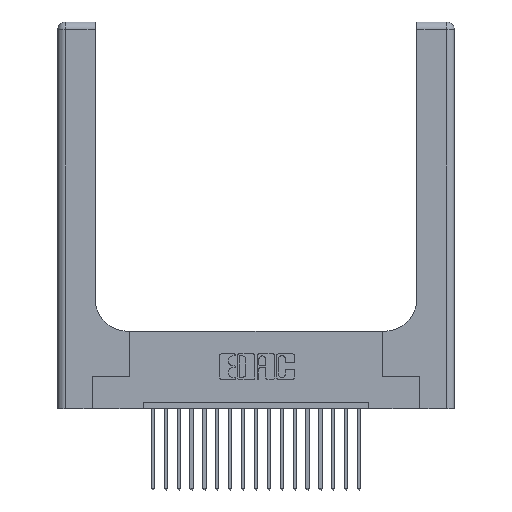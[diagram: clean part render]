
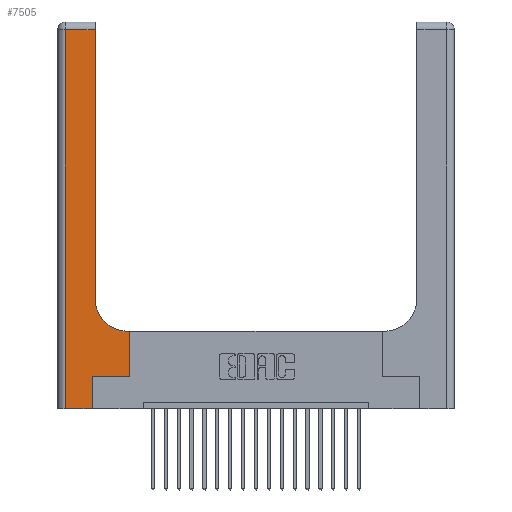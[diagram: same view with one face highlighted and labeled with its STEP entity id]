
A CAD part, top view. The second image highlights one B-rep face of the part: STEP entity #7505.
In plain terms, the highlighted planar face has unit normal (0, 0, 1).
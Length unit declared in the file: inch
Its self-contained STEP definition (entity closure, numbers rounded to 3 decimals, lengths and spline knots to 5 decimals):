
#66 = CARTESIAN_POINT ( 'NONE',  ( 0.5585, 0.25, 0.37 ) ) ;
#341 = VECTOR ( 'NONE', #4087, 39.37008 ) ;
#595 = LINE ( 'NONE', #17237, #341 ) ;
#1255 = VERTEX_POINT ( 'NONE', #12502 ) ;
#1279 = VECTOR ( 'NONE', #14731, 39.37008 ) ;
#1352 = PLANE ( 'NONE',  #8629 ) ;
#1554 = EDGE_LOOP ( 'NONE', ( #15530, #14913, #17723, #9377, #10084, #9118, #15777, #3893, #8866 ) ) ;
#1681 = CARTESIAN_POINT ( 'NONE',  ( 0.5585, 0.25, 0.37 ) ) ;
#1842 = EDGE_CURVE ( 'NONE', #1255, #17312, #4160, .T. ) ;
#2373 = EDGE_CURVE ( 'NONE', #8161, #9494, #19686, .T. ) ;
#2809 = VERTEX_POINT ( 'NONE', #15773 ) ;
#3893 = ORIENTED_EDGE ( 'NONE', *, *, #6007, .T. ) ;
#4087 = DIRECTION ( 'NONE',  ( 1., 0., 0. ) ) ;
#4160 = LINE ( 'NONE', #18119, #6233 ) ;
#4357 = LINE ( 'NONE', #12524, #10816 ) ;
#4542 = DIRECTION ( 'NONE',  ( -1., 0., 0. ) ) ;
#4724 = DIRECTION ( 'NONE',  ( -1., 0., 0. ) ) ;
#4903 = EDGE_CURVE ( 'NONE', #15469, #8161, #15004, .T. ) ;
#5027 = CARTESIAN_POINT ( 'NONE',  ( 0.269, 0.25, 0.37 ) ) ;
#5100 = DIRECTION ( 'NONE',  ( 1., 0., 0. ) ) ;
#5396 = AXIS2_PLACEMENT_3D ( 'NONE', #18869, #17494, #10712 ) ;
#5562 = CARTESIAN_POINT ( 'NONE',  ( 0.2915, 0.85, 0.37 ) ) ;
#5818 = EDGE_CURVE ( 'NONE', #17312, #17382, #11858, .T. ) ;
#6007 = EDGE_CURVE ( 'NONE', #2809, #9905, #4357, .T. ) ;
#6233 = VECTOR ( 'NONE', #21356, 39.37008 ) ;
#6454 = CARTESIAN_POINT ( 'NONE',  ( 0.06, 0., 0.37 ) ) ;
#7505 = ADVANCED_FACE ( 'NONE', ( #8967 ), #1352, .F. ) ;
#8161 = VERTEX_POINT ( 'NONE', #20474 ) ;
#8629 = AXIS2_PLACEMENT_3D ( 'NONE', #19394, #16174, #4542 ) ;
#8866 = ORIENTED_EDGE ( 'NONE', *, *, #18739, .T. ) ;
#8967 = FACE_OUTER_BOUND ( 'NONE', #1554, .T. ) ;
#9118 = ORIENTED_EDGE ( 'NONE', *, *, #5818, .T. ) ;
#9377 = ORIENTED_EDGE ( 'NONE', *, *, #12093, .T. ) ;
#9494 = VERTEX_POINT ( 'NONE', #15404 ) ;
#9905 = VERTEX_POINT ( 'NONE', #17495 ) ;
#9932 = DIRECTION ( 'NONE',  ( 0., 1., 0. ) ) ;
#10084 = ORIENTED_EDGE ( 'NONE', *, *, #1842, .T. ) ;
#10312 = VECTOR ( 'NONE', #5100, 39.37008 ) ;
#10420 = CARTESIAN_POINT ( 'NONE',  ( 0.2915, 3., 0.37 ) ) ;
#10712 = DIRECTION ( 'NONE',  ( 1., 0., 0. ) ) ;
#10816 = VECTOR ( 'NONE', #19142, 39.37008 ) ;
#11858 = LINE ( 'NONE', #5027, #10312 ) ;
#11976 = VECTOR ( 'NONE', #4724, 39.37008 ) ;
#12093 = EDGE_CURVE ( 'NONE', #20855, #1255, #595, .T. ) ;
#12502 = CARTESIAN_POINT ( 'NONE',  ( 0.269, 0., 0.37 ) ) ;
#12524 = CARTESIAN_POINT ( 'NONE',  ( 0.2915, 0.6, 0.37 ) ) ;
#12686 = LINE ( 'NONE', #13078, #1279 ) ;
#12937 = VECTOR ( 'NONE', #18570, 39.37008 ) ;
#13078 = CARTESIAN_POINT ( 'NONE',  ( 0.06, 3., 0.37 ) ) ;
#13379 = CARTESIAN_POINT ( 'NONE',  ( 0.269, 0.25, 0.37 ) ) ;
#14182 = EDGE_CURVE ( 'NONE', #9494, #20855, #12686, .T. ) ;
#14731 = DIRECTION ( 'NONE',  ( 0., -1., 0. ) ) ;
#14913 = ORIENTED_EDGE ( 'NONE', *, *, #2373, .T. ) ;
#15004 = LINE ( 'NONE', #10420, #12937 ) ;
#15404 = CARTESIAN_POINT ( 'NONE',  ( 0.06, 2.94, 0.37 ) ) ;
#15469 = VERTEX_POINT ( 'NONE', #5562 ) ;
#15530 = ORIENTED_EDGE ( 'NONE', *, *, #4903, .T. ) ;
#15773 = CARTESIAN_POINT ( 'NONE',  ( 0.5585, 0.6, 0.37 ) ) ;
#15777 = ORIENTED_EDGE ( 'NONE', *, *, #16626, .T. ) ;
#16174 = DIRECTION ( 'NONE',  ( 0., 0., -1. ) ) ;
#16366 = CIRCLE ( 'NONE', #5396, 0.25 ) ;
#16626 = EDGE_CURVE ( 'NONE', #17382, #2809, #20316, .T. ) ;
#17237 = CARTESIAN_POINT ( 'NONE',  ( 0., 0., 0.37 ) ) ;
#17312 = VERTEX_POINT ( 'NONE', #13379 ) ;
#17382 = VERTEX_POINT ( 'NONE', #66 ) ;
#17494 = DIRECTION ( 'NONE',  ( 0., 0., -1. ) ) ;
#17495 = CARTESIAN_POINT ( 'NONE',  ( 0.5415, 0.6, 0.37 ) ) ;
#17723 = ORIENTED_EDGE ( 'NONE', *, *, #14182, .T. ) ;
#18003 = CARTESIAN_POINT ( 'NONE',  ( 0., 2.94, 0.37 ) ) ;
#18119 = CARTESIAN_POINT ( 'NONE',  ( 0.269, 0., 0.37 ) ) ;
#18570 = DIRECTION ( 'NONE',  ( 0., 1., 0. ) ) ;
#18739 = EDGE_CURVE ( 'NONE', #9905, #15469, #16366, .T. ) ;
#18869 = CARTESIAN_POINT ( 'NONE',  ( 0.5415, 0.85, 0.37 ) ) ;
#19142 = DIRECTION ( 'NONE',  ( -1., 0., 0. ) ) ;
#19394 = CARTESIAN_POINT ( 'NONE',  ( 0., 3., 0.37 ) ) ;
#19686 = LINE ( 'NONE', #18003, #11976 ) ;
#20316 = LINE ( 'NONE', #1681, #20563 ) ;
#20474 = CARTESIAN_POINT ( 'NONE',  ( 0.2915, 2.94, 0.37 ) ) ;
#20563 = VECTOR ( 'NONE', #9932, 39.37008 ) ;
#20855 = VERTEX_POINT ( 'NONE', #6454 ) ;
#21356 = DIRECTION ( 'NONE',  ( 0., 1., 0. ) ) ;
